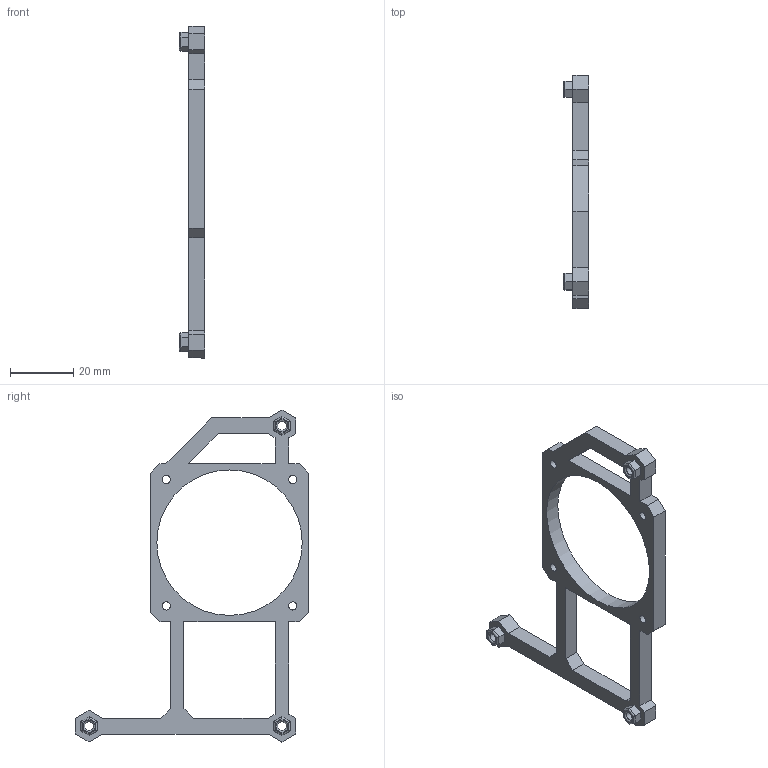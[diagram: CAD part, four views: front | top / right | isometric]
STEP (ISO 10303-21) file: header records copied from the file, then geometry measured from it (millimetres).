
FILE_DESCRIPTION(/* description */ (''),/* implementation_level */ '2;1');
FILE_NAME(/* name */ 'Einsy Base Fan Holder v1.step',/* time_stamp */ '2023-09-17T15:39:08+02:00',/* author */ (''),/* organization */ (''),/* preprocessor_version */ 'ST-DEVELOPER v20',/* originating_system */ 'Autodesk Translation Framework v12.9.0.99',/* authorisation */ '');
FILE_SCHEMA (('AUTOMOTIVE_DESIGN { 1 0 10303 214 3 1 1 }'));
Length unit declared in the file: millimetre
Products named in the file (1): Einsy Base Fan Holder
Bounding box: 8 x 73.75 x 105 mm (x, y, z)
Volume: 8656.6 mm3; surface area: 7335 mm2
Topology: 1 solids, 1 shells, 106 faces, 269 edges, 172 vertices
Faces by surface type: plane 69, cylinder 30, cone 4, torus 3
Full cylindrical faces by diameter (mm): 2.6 x4, 2.8 x7, 46 x1
Entity records: 3225 total; most frequent: CARTESIAN_POINT 548, ORIENTED_EDGE 538, DIRECTION 538, EDGE_CURVE 269, LINE 214, VECTOR 214, VERTEX_POINT 172, AXIS2_PLACEMENT_3D 162
